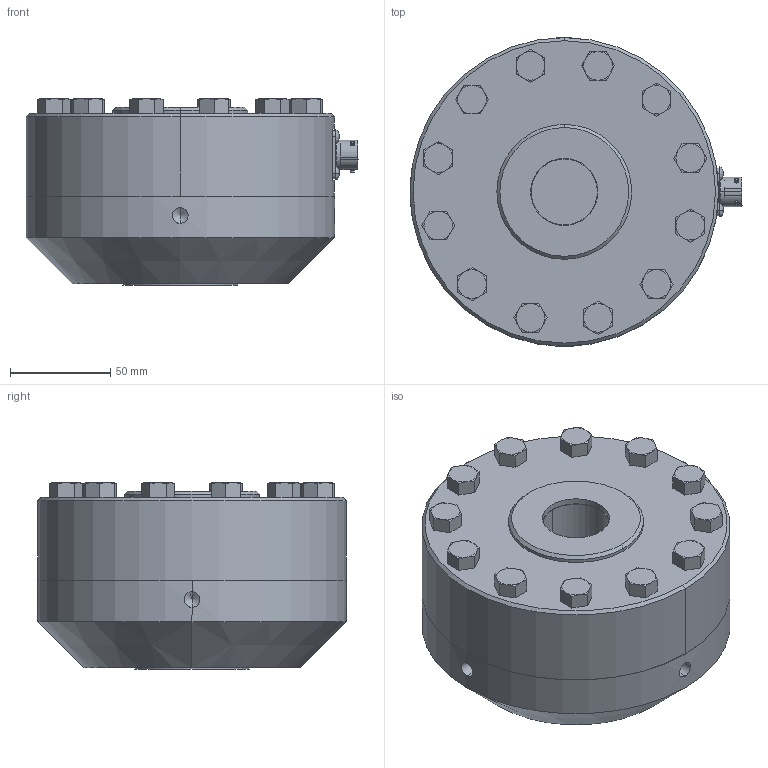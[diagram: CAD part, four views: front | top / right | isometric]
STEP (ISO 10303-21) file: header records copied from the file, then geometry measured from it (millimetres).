
FILE_DESCRIPTION (( 'STEP AP203' ), '1' );
FILE_NAME ('Interface 1020-125KN-B.STEP', '2011-06-08T22:35:08', ( ' ' ), ( '' ), 'SwSTEP 2.0', 'SolidWorks 2002349', '' );
FILE_SCHEMA (( 'CONFIG_CONTROL_DESIGN' ));
Length unit declared in the file: inch
Products named in the file (1): Interface 1020-125KN-B
Bounding box: 165.66 x 153.95 x 93.09 mm (x, y, z)
Volume: 1432510.3 mm3; surface area: 85428.1 mm2
Topology: 1 solids, 1 shells, 372 faces, 853 edges, 520 vertices
Faces by surface type: plane 163, cone 104, cylinder 80, bspline 22, sphere 3
Entity records: 11381 total; most frequent: CARTESIAN_POINT 3416, ORIENTED_EDGE 1690, DIRECTION 1534, EDGE_CURVE 845, AXIS2_PLACEMENT_3D 592, VERTEX_POINT 520, EDGE_LOOP 417, FACE_OUTER_BOUND 372
